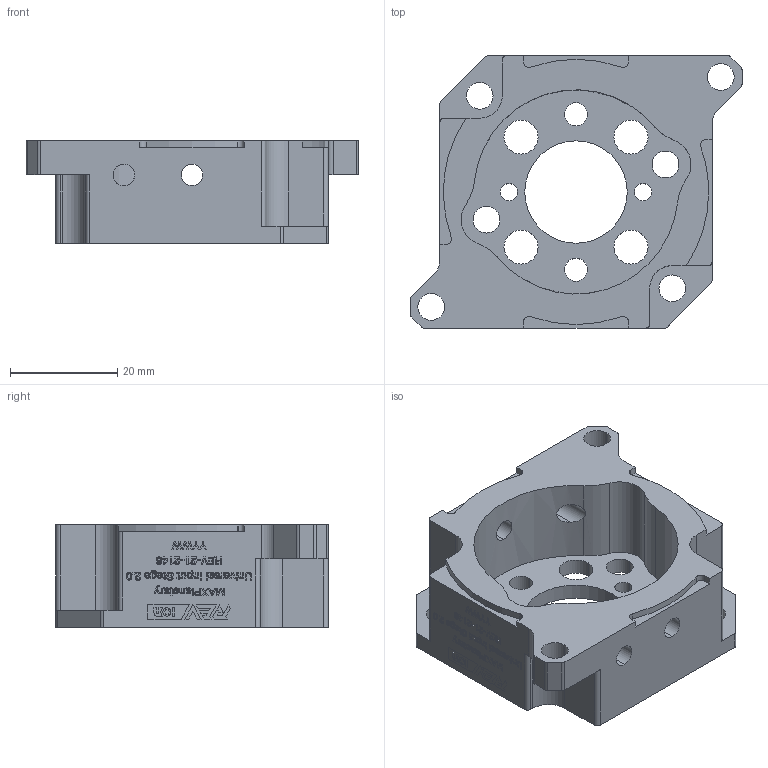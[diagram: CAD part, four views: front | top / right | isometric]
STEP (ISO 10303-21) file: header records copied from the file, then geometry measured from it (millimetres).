
FILE_DESCRIPTION (( 'STEP AP203' ), '1' );
FILE_NAME ('REV-21-2146.STEP', '2025-08-21T17:45:31', ( '' ), ( '' ), 'SwSTEP 2.0', 'SolidWorks 2022', '' );
FILE_SCHEMA (( 'CONFIG_CONTROL_DESIGN' ));
Length unit declared in the file: millimetre
Products named in the file (1): REV-21-2146
Bounding box: 61.91 x 50.8 x 19.05 mm (x, y, z)
Volume: 22010.7 mm3; surface area: 11123.1 mm2
Topology: 1 solids, 1 shells, 904 faces, 2502 edges, 1668 vertices
Faces by surface type: plane 585, bspline 236, cylinder 83
Entity records: 41073 total; most frequent: CARTESIAN_POINT 19287, ORIENTED_EDGE 5004, DIRECTION 3514, EDGE_CURVE 2502, VECTOR 1860, LINE 1860, VERTEX_POINT 1668, EDGE_LOOP 1010
